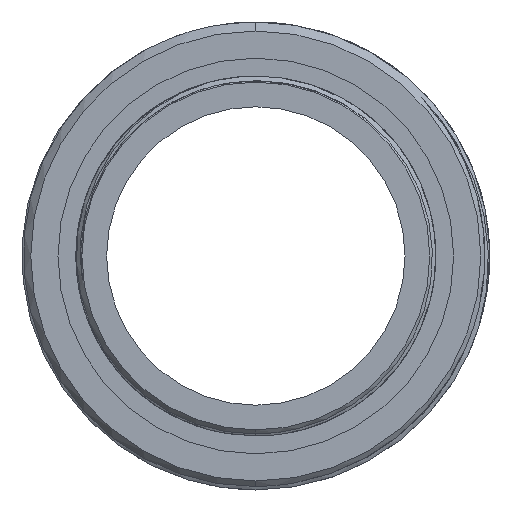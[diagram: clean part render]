
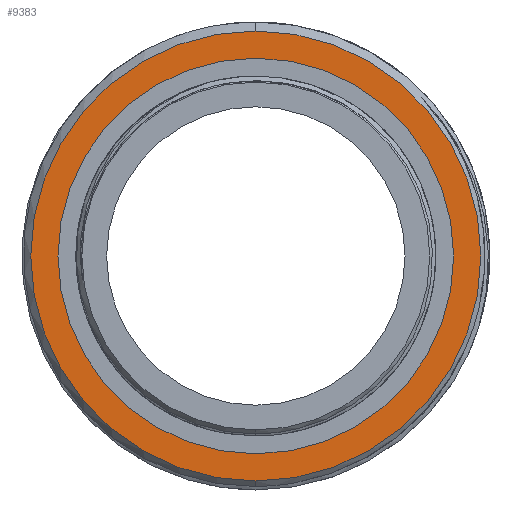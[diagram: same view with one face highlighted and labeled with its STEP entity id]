
A CAD part, left-side view. The second image highlights one B-rep face of the part: STEP entity #9383.
In plain terms, the highlighted planar face has unit normal (-1, 0, 0).
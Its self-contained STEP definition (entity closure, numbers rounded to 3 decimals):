
#467 = AXIS2_PLACEMENT_3D ( 'NONE', #1997, #6677, #2597 ) ;
#612 = ORIENTED_EDGE ( 'NONE', *, *, #7456, .F. ) ;
#871 = CARTESIAN_POINT ( 'NONE',  ( -5.847, 0., 0. ) ) ;
#925 = DIRECTION ( 'NONE',  ( 0., 0., 1. ) ) ;
#1053 = ORIENTED_EDGE ( 'NONE', *, *, #2686, .F. ) ;
#1067 = CARTESIAN_POINT ( 'NONE',  ( -5.847, 37.712, 0. ) ) ;
#1306 = CARTESIAN_POINT ( 'NONE',  ( -5.847, 0., 37.712 ) ) ;
#1728 = DIRECTION ( 'NONE',  ( -1., 0., 0. ) ) ;
#1876 = DIRECTION ( 'NONE',  ( -1., 0., 0. ) ) ;
#1963 = ORIENTED_EDGE ( 'NONE', *, *, #10371, .T. ) ;
#1997 = CARTESIAN_POINT ( 'NONE',  ( -5.847, 0., 0. ) ) ;
#2294 = CARTESIAN_POINT ( 'NONE',  ( -5.847, 0., -37.712 ) ) ;
#2534 = CIRCLE ( 'NONE', #3905, 37.712 ) ;
#2597 = DIRECTION ( 'NONE',  ( 0., 0., 1. ) ) ;
#2686 = EDGE_CURVE ( 'NONE', #7095, #6182, #5323, .T. ) ;
#2840 = VERTEX_POINT ( 'NONE', #1306 ) ;
#2877 = CIRCLE ( 'NONE', #467, 33.15 ) ;
#3042 = EDGE_LOOP ( 'NONE', ( #1053, #612 ) ) ;
#3268 = AXIS2_PLACEMENT_3D ( 'NONE', #4080, #1876, #5909 ) ;
#3540 = FACE_BOUND ( 'NONE', #3042, .T. ) ;
#3586 = EDGE_CURVE ( 'NONE', #2840, #5118, #8068, .T. ) ;
#3905 = AXIS2_PLACEMENT_3D ( 'NONE', #871, #1728, #925 ) ;
#4080 = CARTESIAN_POINT ( 'NONE',  ( -5.847, 0., 0. ) ) ;
#5118 = VERTEX_POINT ( 'NONE', #2294 ) ;
#5158 = DIRECTION ( 'NONE',  ( 0., 0., -1. ) ) ;
#5323 = CIRCLE ( 'NONE', #8757, 33.15 ) ;
#5909 = DIRECTION ( 'NONE',  ( 0., 0., 1. ) ) ;
#6006 = FACE_OUTER_BOUND ( 'NONE', #8047, .T. ) ;
#6182 = VERTEX_POINT ( 'NONE', #6759 ) ;
#6677 = DIRECTION ( 'NONE',  ( -1., 0., 0. ) ) ;
#6746 = CARTESIAN_POINT ( 'NONE',  ( -5.847, 0., 33.15 ) ) ;
#6759 = CARTESIAN_POINT ( 'NONE',  ( -5.847, 0., -33.15 ) ) ;
#6818 = DIRECTION ( 'NONE',  ( 1., 0., 0. ) ) ;
#6919 = PLANE ( 'NONE',  #7874 ) ;
#7095 = VERTEX_POINT ( 'NONE', #6746 ) ;
#7456 = EDGE_CURVE ( 'NONE', #6182, #7095, #2877, .T. ) ;
#7649 = DIRECTION ( 'NONE',  ( -1., 0., 0. ) ) ;
#7704 = DIRECTION ( 'NONE',  ( 0., 0., 1. ) ) ;
#7874 = AXIS2_PLACEMENT_3D ( 'NONE', #1067, #6818, #5158 ) ;
#7911 = ORIENTED_EDGE ( 'NONE', *, *, #3586, .T. ) ;
#8047 = EDGE_LOOP ( 'NONE', ( #1963, #7911 ) ) ;
#8068 = CIRCLE ( 'NONE', #3268, 37.712 ) ;
#8460 = CARTESIAN_POINT ( 'NONE',  ( -5.847, 0., 0. ) ) ;
#8757 = AXIS2_PLACEMENT_3D ( 'NONE', #8460, #7649, #7704 ) ;
#9383 = ADVANCED_FACE ( 'NONE', ( #3540, #6006 ), #6919, .F. ) ;
#10371 = EDGE_CURVE ( 'NONE', #5118, #2840, #2534, .T. ) ;
